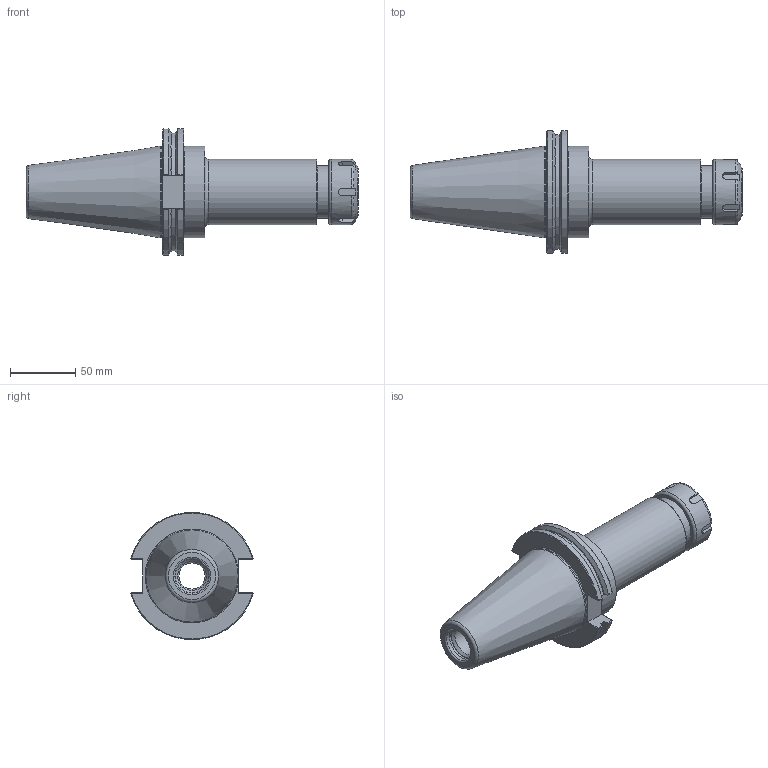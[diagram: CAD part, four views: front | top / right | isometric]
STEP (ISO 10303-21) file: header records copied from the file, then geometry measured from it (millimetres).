
FILE_DESCRIPTION(/* description */ (''),/* implementation_level */ '2;1');
FILE_NAME(/* name */ 'CAT50-ER32-0600.stp',/* time_stamp */ '2019-06-10T16:45:50-05:00',/* author */ ('ldfli'),/* organization */ (''),/* preprocessor_version */ 'ST-DEVELOPER v18',/* originating_system */ 'Autodesk Inventor LT',/* authorisation */ '');
FILE_SCHEMA (('AUTOMOTIVE_DESIGN { 1 0 10303 214 3 1 1 }'));
Length unit declared in the file: millimetre
Products named in the file (1): CAT50-ER32-0600
Bounding box: 254.02 x 93.8 x 97.14 mm (x, y, z)
Volume: 538519.4 mm3; surface area: 78869 mm2
Topology: 2 solids, 2 shells, 122 faces, 370 edges, 259 vertices
Faces by surface type: plane 54, cylinder 27, torus 23, cone 18
Full cylindrical faces by diameter (mm): 10 x1, 20 x1, 22.098 x1, 22.225 x1, 23.6 x1, 26.2 x1, 26.7 x1, 36.2 x1, 38.376 x1, 40 x1, 41 x1, 50 x2, 69.85 x1, 70.2 x1
Entity records: 4461 total; most frequent: CARTESIAN_POINT 1112, ORIENTED_EDGE 740, DIRECTION 694, EDGE_CURVE 370, AXIS2_PLACEMENT_3D 285, VERTEX_POINT 259, CIRCLE 162, EDGE_LOOP 133
